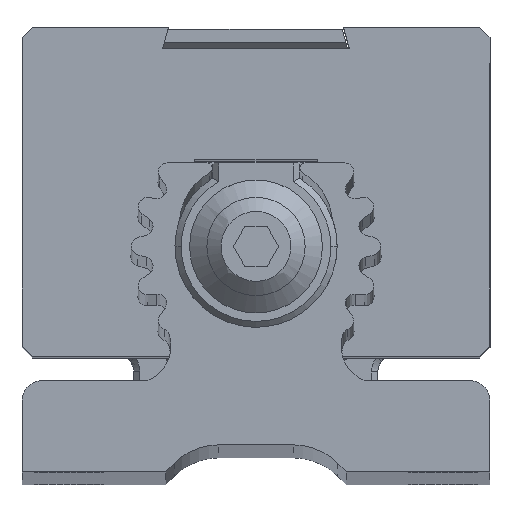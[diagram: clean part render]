
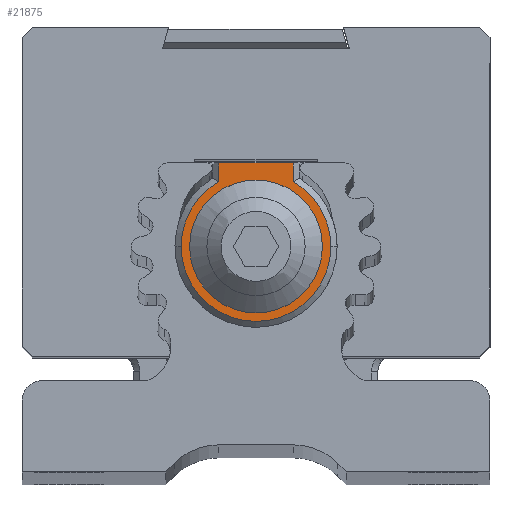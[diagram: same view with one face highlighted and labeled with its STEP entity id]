
A CAD part, top view. The second image highlights one B-rep face of the part: STEP entity #21875.
In plain terms, the highlighted face is planar.
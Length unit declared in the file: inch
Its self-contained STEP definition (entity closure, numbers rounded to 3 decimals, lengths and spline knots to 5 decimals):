
#838 = CIRCLE ( 'NONE', #1981, 0.08874 ) ;
#911 = DIRECTION ( 'NONE',  ( 0., 0., -1. ) ) ;
#1177 = DIRECTION ( 'NONE',  ( 0., 0., -1. ) ) ;
#1877 = CARTESIAN_POINT ( 'NONE',  ( 0., 0.01772, 0. ) ) ;
#1981 = AXIS2_PLACEMENT_3D ( 'NONE', #21521, #911, #19818 ) ;
#2285 = EDGE_CURVE ( 'NONE', #12186, #8355, #20578, .T. ) ;
#2288 = ORIENTED_EDGE ( 'NONE', *, *, #15088, .F. ) ;
#2466 = VECTOR ( 'NONE', #12424, 39.37008 ) ;
#2530 = CIRCLE ( 'NONE', #20731, 0.08874 ) ;
#3118 = EDGE_CURVE ( 'NONE', #19714, #18991, #15647, .T. ) ;
#3980 = EDGE_CURVE ( 'NONE', #18991, #12186, #4354, .T. ) ;
#4257 = CARTESIAN_POINT ( 'NONE',  ( 0., 0., 0. ) ) ;
#4354 = LINE ( 'NONE', #13351, #11559 ) ;
#4973 = EDGE_LOOP ( 'NONE', ( #15576, #19535, #10918, #8405, #10768, #12289 ) ) ;
#5467 = CARTESIAN_POINT ( 'NONE',  ( 0.06, 0.10392, 0. ) ) ;
#5730 = DIRECTION ( 'NONE',  ( 1., 0., 0. ) ) ;
#6260 = EDGE_CURVE ( 'NONE', #8355, #17691, #11619, .T. ) ;
#6486 = VERTEX_POINT ( 'NONE', #13705 ) ;
#6779 = CARTESIAN_POINT ( 'NONE',  ( 0.06, 0.134, 0. ) ) ;
#7638 = VECTOR ( 'NONE', #23059, 39.37008 ) ;
#7764 = ORIENTED_EDGE ( 'NONE', *, *, #23968, .F. ) ;
#8316 = EDGE_LOOP ( 'NONE', ( #2288, #7764 ) ) ;
#8355 = VERTEX_POINT ( 'NONE', #13639 ) ;
#8405 = ORIENTED_EDGE ( 'NONE', *, *, #6260, .F. ) ;
#9018 = CARTESIAN_POINT ( 'NONE',  ( 0., 0., 0. ) ) ;
#9371 = CARTESIAN_POINT ( 'NONE',  ( -0.06, 0.134, 0. ) ) ;
#10121 = AXIS2_PLACEMENT_3D ( 'NONE', #9018, #23829, #14236 ) ;
#10365 = CARTESIAN_POINT ( 'NONE',  ( 0., 0., 0. ) ) ;
#10768 = ORIENTED_EDGE ( 'NONE', *, *, #2285, .F. ) ;
#10918 = ORIENTED_EDGE ( 'NONE', *, *, #14588, .F. ) ;
#11093 = FACE_BOUND ( 'NONE', #8316, .T. ) ;
#11399 = DIRECTION ( 'NONE',  ( 0., -1., 0. ) ) ;
#11559 = VECTOR ( 'NONE', #11399, 39.37008 ) ;
#11619 = CIRCLE ( 'NONE', #17811, 0.12 ) ;
#11665 = DIRECTION ( 'NONE',  ( 0., 0., 1. ) ) ;
#12186 = VERTEX_POINT ( 'NONE', #19080 ) ;
#12289 = ORIENTED_EDGE ( 'NONE', *, *, #3980, .F. ) ;
#12318 = DIRECTION ( 'NONE',  ( -1., 0., 0. ) ) ;
#12424 = DIRECTION ( 'NONE',  ( 0., 1., 0. ) ) ;
#13283 = PLANE ( 'NONE',  #17191 ) ;
#13351 = CARTESIAN_POINT ( 'NONE',  ( -0.06, 0.06363, 0. ) ) ;
#13639 = CARTESIAN_POINT ( 'NONE',  ( -0.12, 0., 0. ) ) ;
#13705 = CARTESIAN_POINT ( 'NONE',  ( -0.08874, 0., 0. ) ) ;
#14230 = LINE ( 'NONE', #20306, #2466 ) ;
#14236 = DIRECTION ( 'NONE',  ( 1., 0., 0. ) ) ;
#14588 = EDGE_CURVE ( 'NONE', #17691, #19252, #19950, .T. ) ;
#15088 = EDGE_CURVE ( 'NONE', #6486, #16017, #2530, .T. ) ;
#15576 = ORIENTED_EDGE ( 'NONE', *, *, #3118, .F. ) ;
#15647 = LINE ( 'NONE', #17914, #7638 ) ;
#16017 = VERTEX_POINT ( 'NONE', #21820 ) ;
#17191 = AXIS2_PLACEMENT_3D ( 'NONE', #1877, #23952, #5730 ) ;
#17691 = VERTEX_POINT ( 'NONE', #19715 ) ;
#17710 = DIRECTION ( 'NONE',  ( 1., 0., 0. ) ) ;
#17750 = DIRECTION ( 'NONE',  ( 0., 0., 1. ) ) ;
#17811 = AXIS2_PLACEMENT_3D ( 'NONE', #10365, #17750, #21297 ) ;
#17914 = CARTESIAN_POINT ( 'NONE',  ( 0., 0.134, 0. ) ) ;
#18991 = VERTEX_POINT ( 'NONE', #9371 ) ;
#19080 = CARTESIAN_POINT ( 'NONE',  ( -0.06, 0.10392, 0. ) ) ;
#19252 = VERTEX_POINT ( 'NONE', #5467 ) ;
#19535 = ORIENTED_EDGE ( 'NONE', *, *, #21586, .F. ) ;
#19604 = CARTESIAN_POINT ( 'NONE',  ( 0., 0., 0. ) ) ;
#19714 = VERTEX_POINT ( 'NONE', #6779 ) ;
#19715 = CARTESIAN_POINT ( 'NONE',  ( 0.12, 0., 0. ) ) ;
#19818 = DIRECTION ( 'NONE',  ( -1., 0., 0. ) ) ;
#19950 = CIRCLE ( 'NONE', #23423, 0.12 ) ;
#20306 = CARTESIAN_POINT ( 'NONE',  ( 0.06, 0.07586, 0. ) ) ;
#20578 = CIRCLE ( 'NONE', #10121, 0.12 ) ;
#20731 = AXIS2_PLACEMENT_3D ( 'NONE', #19604, #1177, #12318 ) ;
#21297 = DIRECTION ( 'NONE',  ( 1., 0., 0. ) ) ;
#21521 = CARTESIAN_POINT ( 'NONE',  ( 0., 0., 0. ) ) ;
#21586 = EDGE_CURVE ( 'NONE', #19252, #19714, #14230, .T. ) ;
#21820 = CARTESIAN_POINT ( 'NONE',  ( 0.08874, 0., 0. ) ) ;
#21875 = ADVANCED_FACE ( 'NONE', ( #11093, #22373 ), #13283, .F. ) ;
#22373 = FACE_OUTER_BOUND ( 'NONE', #4973, .T. ) ;
#23059 = DIRECTION ( 'NONE',  ( -1., 0., 0. ) ) ;
#23423 = AXIS2_PLACEMENT_3D ( 'NONE', #4257, #11665, #17710 ) ;
#23829 = DIRECTION ( 'NONE',  ( 0., 0., 1. ) ) ;
#23952 = DIRECTION ( 'NONE',  ( 0., 0., 1. ) ) ;
#23968 = EDGE_CURVE ( 'NONE', #16017, #6486, #838, .T. ) ;
